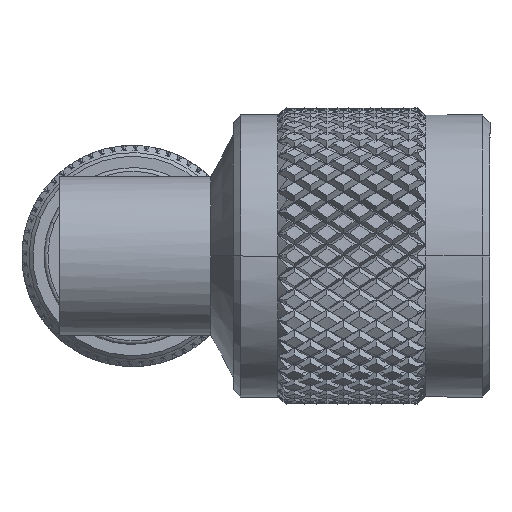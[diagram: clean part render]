
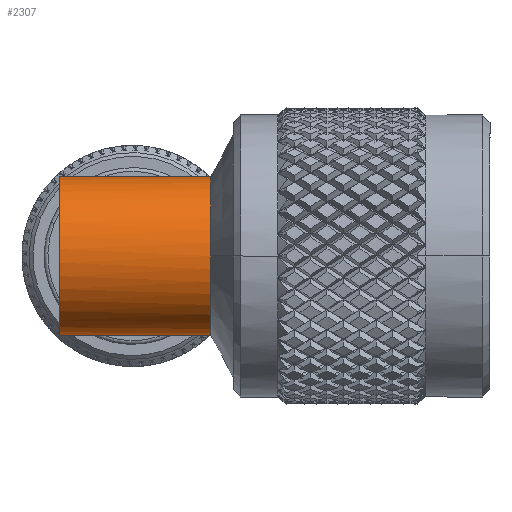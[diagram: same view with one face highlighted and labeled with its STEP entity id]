
A CAD part, left-side view. The second image highlights one B-rep face of the part: STEP entity #2307.
In plain terms, the highlighted cylindrical face has radius 5.395 mm (diameter 10.79 mm), a partial arc.
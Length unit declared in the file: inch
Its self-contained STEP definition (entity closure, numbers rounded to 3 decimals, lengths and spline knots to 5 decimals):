
#1200 = DIRECTION ( 'NONE',  ( 0., 0., 1. ) ) ;
#2307 = ADVANCED_FACE ( 'NONE', ( #48870 ), #44478, .T. ) ;
#2976 = DIRECTION ( 'NONE',  ( -1., 0., 0. ) ) ;
#7657 = VECTOR ( 'NONE', #15689, 39.37008 ) ;
#11384 = EDGE_LOOP ( 'NONE', ( #43520, #92590, #131934, #132581, #30189 ) ) ;
#13313 = CARTESIAN_POINT ( 'NONE',  ( 0.46208, -0.13037, 0.16769 ) ) ;
#15689 = DIRECTION ( 'NONE',  ( 1., 0., 0. ) ) ;
#17103 = CARTESIAN_POINT ( 'NONE',  ( 0.05962, 0., 0. ) ) ;
#19205 = EDGE_CURVE ( 'NONE', #66484, #24064, #117707, .T. ) ;
#19549 = CARTESIAN_POINT ( 'NONE',  ( 0.05962, -0.13037, 0.16769 ) ) ;
#24064 = VERTEX_POINT ( 'NONE', #170846 ) ;
#28225 = DIRECTION ( 'NONE',  ( 1., 0., 0. ) ) ;
#28425 = CARTESIAN_POINT ( 'NONE',  ( -5.70743, 0., 0. ) ) ;
#30189 = ORIENTED_EDGE ( 'NONE', *, *, #19205, .T. ) ;
#31019 = DIRECTION ( 'NONE',  ( 0., 0., 1. ) ) ;
#31774 = CARTESIAN_POINT ( 'NONE',  ( 0.05962, 0., -0.21241 ) ) ;
#32303 = EDGE_CURVE ( 'NONE', #66484, #32514, #107422, .T. ) ;
#32514 = VERTEX_POINT ( 'NONE', #31774 ) ;
#33916 = CIRCLE ( 'NONE', #101193, 0.21241 ) ;
#37948 = EDGE_CURVE ( 'NONE', #24064, #129082, #41296, .T. ) ;
#41296 = CIRCLE ( 'NONE', #179071, 0.21241 ) ;
#43520 = ORIENTED_EDGE ( 'NONE', *, *, #37948, .T. ) ;
#44478 = CYLINDRICAL_SURFACE ( 'NONE', #57094, 0.21241 ) ;
#48870 = FACE_OUTER_BOUND ( 'NONE', #11384, .T. ) ;
#53132 = CARTESIAN_POINT ( 'NONE',  ( 0.05962, 0.13037, 0.16769 ) ) ;
#53714 = DIRECTION ( 'NONE',  ( 0., 0., 1. ) ) ;
#57094 = AXIS2_PLACEMENT_3D ( 'NONE', #28425, #2976, #1200 ) ;
#64807 = CARTESIAN_POINT ( 'NONE',  ( 0.46208, 0., 0. ) ) ;
#66484 = VERTEX_POINT ( 'NONE', #147075 ) ;
#73006 = EDGE_CURVE ( 'NONE', #108211, #129082, #100978, .T. ) ;
#73312 = AXIS2_PLACEMENT_3D ( 'NONE', #148868, #179015, #53714 ) ;
#92590 = ORIENTED_EDGE ( 'NONE', *, *, #73006, .F. ) ;
#98849 = CARTESIAN_POINT ( 'NONE',  ( 0.05962, -0.13037, 0.16769 ) ) ;
#100978 = LINE ( 'NONE', #98849, #7657 ) ;
#101193 = AXIS2_PLACEMENT_3D ( 'NONE', #17103, #114081, #31019 ) ;
#107422 = CIRCLE ( 'NONE', #73312, 0.21241 ) ;
#108211 = VERTEX_POINT ( 'NONE', #19549 ) ;
#114081 = DIRECTION ( 'NONE',  ( -1., 0., 0. ) ) ;
#117707 = LINE ( 'NONE', #53132, #152252 ) ;
#129082 = VERTEX_POINT ( 'NONE', #13313 ) ;
#131934 = ORIENTED_EDGE ( 'NONE', *, *, #178742, .F. ) ;
#132581 = ORIENTED_EDGE ( 'NONE', *, *, #32303, .F. ) ;
#147075 = CARTESIAN_POINT ( 'NONE',  ( 0.05962, 0.13037, 0.16769 ) ) ;
#147223 = DIRECTION ( 'NONE',  ( -1., 0., 0. ) ) ;
#148868 = CARTESIAN_POINT ( 'NONE',  ( 0.05962, 0., 0. ) ) ;
#152252 = VECTOR ( 'NONE', #28225, 39.37008 ) ;
#161632 = DIRECTION ( 'NONE',  ( 0., 0., 1. ) ) ;
#170846 = CARTESIAN_POINT ( 'NONE',  ( 0.46208, 0.13037, 0.16769 ) ) ;
#178742 = EDGE_CURVE ( 'NONE', #32514, #108211, #33916, .T. ) ;
#179015 = DIRECTION ( 'NONE',  ( -1., 0., 0. ) ) ;
#179071 = AXIS2_PLACEMENT_3D ( 'NONE', #64807, #147223, #161632 ) ;
